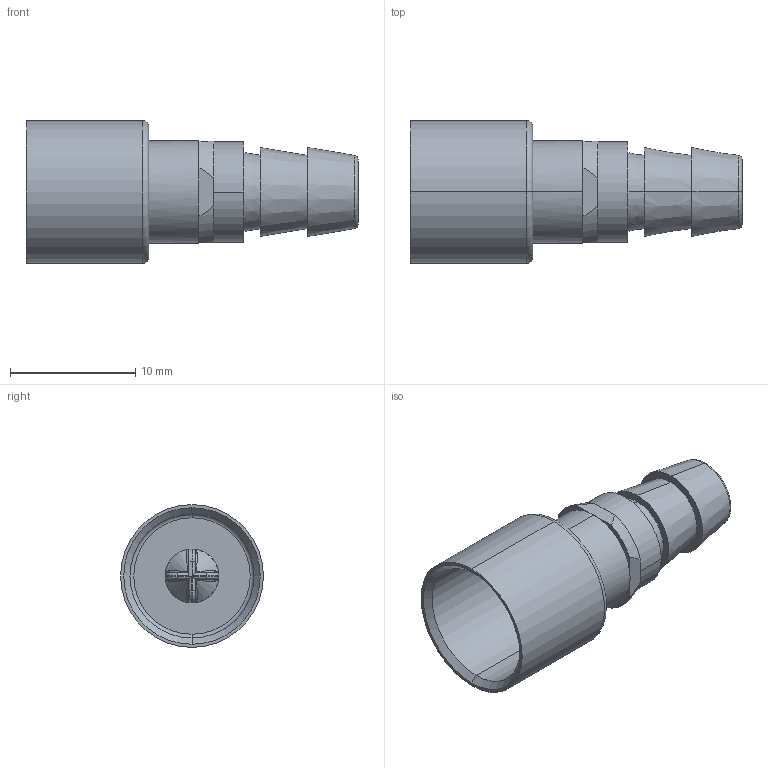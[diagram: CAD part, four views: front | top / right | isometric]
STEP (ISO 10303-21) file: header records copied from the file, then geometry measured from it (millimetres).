
FILE_DESCRIPTION((''),'2;1');
FILE_NAME('PCFS6_42','2017-06-17T',('tl.yang'),(''),'PRO/ENGINEER BY PARAMETRIC TECHNOLOGY CORPORATION, 2011500','PRO/ENGINEER BY PARAMETRIC TECHNOLOGY CORPORATION, 2011500','');
FILE_SCHEMA(('CONFIG_CONTROL_DESIGN'));
Length unit declared in the file: millimetre
Products named in the file (1): PCFS6_42
Bounding box: 26.5 x 11.4 x 11.4 mm (x, y, z)
Volume: 941.6 mm3; surface area: 1421 mm2
Topology: 1 solids, 1 shells, 112 faces, 260 edges, 160 vertices
Faces by surface type: plane 32, cylinder 30, bspline 22, cone 16, torus 12
Entity records: 4959 total; most frequent: CARTESIAN_POINT 2497, ORIENTED_EDGE 520, DIRECTION 488, EDGE_CURVE 260, AXIS2_PLACEMENT_3D 206, VERTEX_POINT 160, EDGE_LOOP 122, CIRCLE 116
